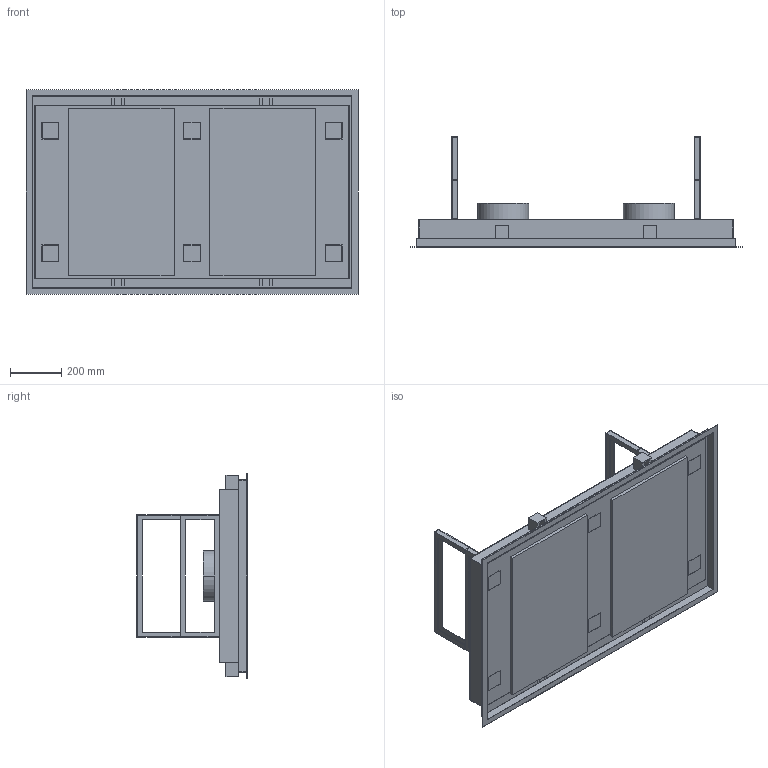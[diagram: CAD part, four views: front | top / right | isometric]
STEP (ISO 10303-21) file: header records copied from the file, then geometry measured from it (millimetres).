
FILE_DESCRIPTION((''),'2;1');
FILE_NAME('CC-SURF2S','2021-02-12T',('seona'),(''),'CREO PARAMETRIC BY PTC INC, 2016260','CREO PARAMETRIC BY PTC INC, 2016260','');
FILE_SCHEMA(('CONFIG_CONTROL_DESIGN'));
Length unit declared in the file: millimetre
Products named in the file (1): CC-SURF2S
Bounding box: 1300 x 431 x 800 mm (x, y, z)
Volume: 10097680.5 mm3; surface area: 6272574.6 mm2
Topology: 11 solids, 11 shells, 238 faces, 620 edges, 408 vertices
Faces by surface type: plane 214, cylinder 24
Entity records: 7266 total; most frequent: CARTESIAN_POINT 1266, ORIENTED_EDGE 1240, DIRECTION 1144, EDGE_CURVE 620, VECTOR 572, LINE 572, VERTEX_POINT 408, AXIS2_PLACEMENT_3D 286
